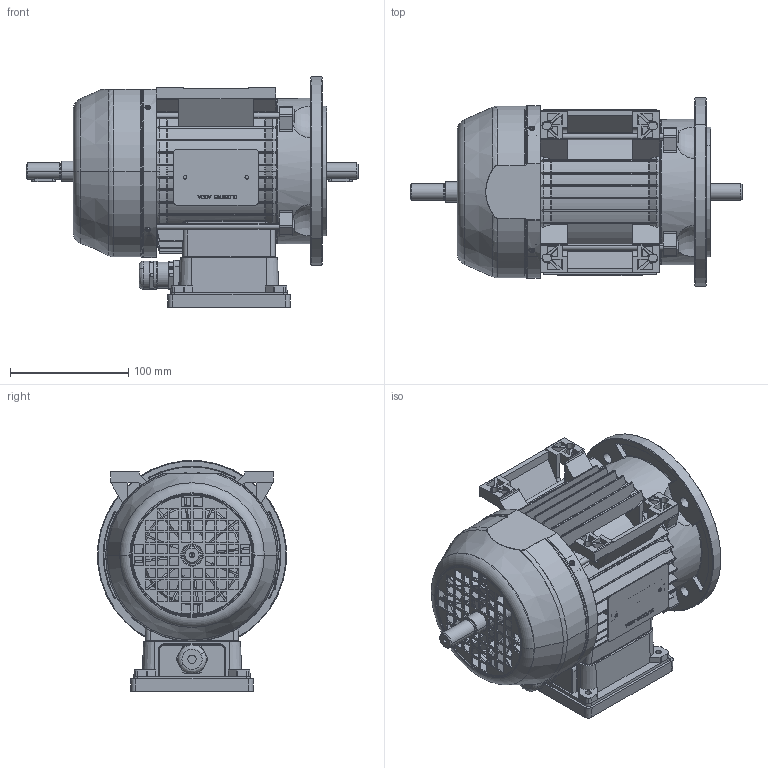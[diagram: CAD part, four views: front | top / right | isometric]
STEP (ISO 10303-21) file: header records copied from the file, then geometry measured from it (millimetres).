
FILE_DESCRIPTION (( 'STEP AP214' ), '1' );
FILE_NAME ('FCAP71-B3 B5-IC411-2-4-6-8 POLI-TB TOP-DOUBLE SHAFT.STEP', '2024-09-18T14:04:27', ( '' ), ( '' ), 'SwSTEP 2.0', 'SolidWorks 2024', '' );
FILE_SCHEMA (( 'AUTOMOTIVE_DESIGN' ));
Length unit declared in the file: millimetre
Products named in the file (17): Targhetta motore_LAMIERA ALLUMINIO; Molla_Molla Dext = 40; VENTOLA TIPO 71 MEC; Scudo C71 posteriore; Guarnizione scatola-motore71- 80; Tirante M5 L.130; FCAP71-B3 B5-IC411-2-4-6-8 POLI-TB TOP-DOUBLE SHAFT; Flangia Unel FC71; Albero C-FC71_H Pacco = 40; Carcassa 71-B3 M.AX; Coperchio scatola morsetti 71-80; Scatola morsetti 71- 80_STANDARD DEFINITIVO-1 FORO CENTRALE; Guarnizione scatola-coperchio 71- 80; PRESSACAVO M20; COPRIVENTOLA MEC 71; GRUPPO COPRIMORSETTIERA 71; parallel_din_Parallel key A5 x 5 x 20 DIN 6885
Assembly tree (21 placements, depth 3):
  FCAP71-B3 B5-IC411-2-4-6-8 POLI-TB TOP-DOUBLE SHAFT
    Albero C-FC71_H Pacco = 40  x2
    Flangia Unel FC71
    parallel_din_Parallel key A5 x 5 x 20 DIN 6885  x2
    Scudo C71 posteriore
    Tirante M5 L.130  x4
    VENTOLA TIPO 71 MEC
    COPRIVENTOLA MEC 71
    Targhetta motore_LAMIERA ALLUMINIO
    Molla_Molla Dext = 40
    Carcassa 71-B3 M.AX
    GRUPPO COPRIMORSETTIERA 71
      Guarnizione scatola-motore71- 80
      Scatola morsetti 71- 80_STANDARD DEFINITIVO-1 FORO CENTRALE
      Guarnizione scatola-coperchio 71- 80
      PRESSACAVO M20
      Coperchio scatola morsetti 71-80
Bounding box: 280.5 x 159.39 x 194.7 mm (x, y, z)
Volume: 895397.3 mm3; surface area: 546693.3 mm2
Topology: 32 solids, 34 shells, 3363 faces, 8783 edges, 5552 vertices
Faces by surface type: plane 1306, cylinder 912, torus 478, cone 423, bspline 200, sphere 44
Entity records: 114267 total; most frequent: CARTESIAN_POINT 34726, ORIENTED_EDGE 17102, DIRECTION 15784, EDGE_CURVE 8551, AXIS2_PLACEMENT_3D 5857, VERTEX_POINT 5423, VECTOR 4070, LINE 4070
